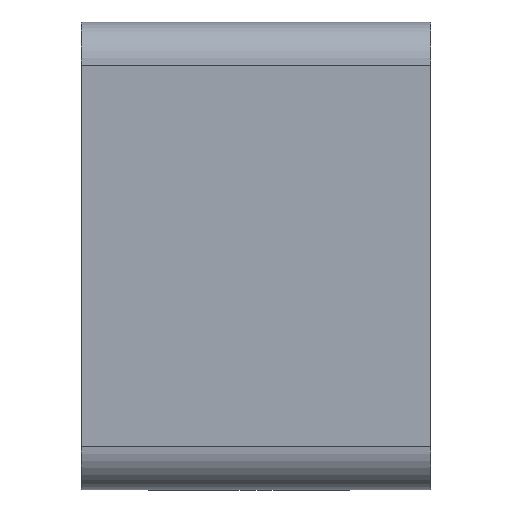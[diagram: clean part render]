
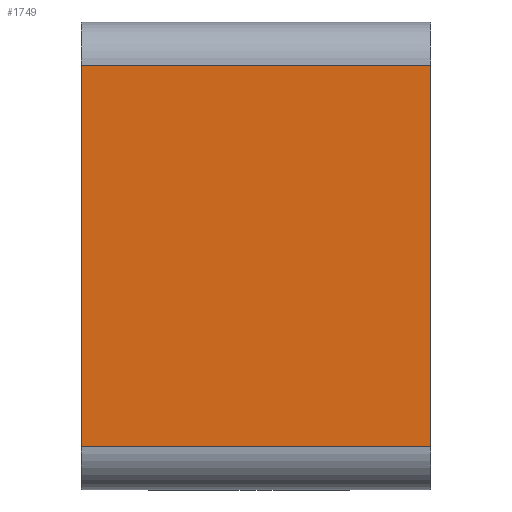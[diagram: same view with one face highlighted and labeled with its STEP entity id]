
A CAD part, left-side view. The second image highlights one B-rep face of the part: STEP entity #1749.
In plain terms, the highlighted planar face has unit normal (-1, 0, 0).
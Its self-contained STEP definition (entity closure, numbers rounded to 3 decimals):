
#1 = EDGE_CURVE ( 'NONE', #1838, #1970, #734, .T. ) ;
#106 = FACE_OUTER_BOUND ( 'NONE', #691, .T. ) ;
#197 = EDGE_CURVE ( 'NONE', #1784, #1838, #793, .T. ) ;
#205 = EDGE_CURVE ( 'NONE', #1927, #1970, #809, .T. ) ;
#218 = ORIENTED_EDGE ( 'NONE', *, *, #1, .T. ) ;
#219 = ORIENTED_EDGE ( 'NONE', *, *, #205, .F. ) ;
#220 = ORIENTED_EDGE ( 'NONE', *, *, #677, .T. ) ;
#404 = ORIENTED_EDGE ( 'NONE', *, *, #197, .T. ) ;
#677 = EDGE_CURVE ( 'NONE', #1927, #1784, #1619, .T. ) ;
#691 = EDGE_LOOP ( 'NONE', ( #218, #219, #220, #404 ) ) ;
#734 = LINE ( 'NONE', #1998, #735 ) ;
#735 = VECTOR ( 'NONE', #2012, 1000. ) ;
#793 = LINE ( 'NONE', #1875, #800 ) ;
#800 = VECTOR ( 'NONE', #1874, 1000. ) ;
#809 = LINE ( 'NONE', #1806, #815 ) ;
#815 = VECTOR ( 'NONE', #1811, 1000. ) ;
#858 = CARTESIAN_POINT ( 'NONE',  ( -10.1, 0., 6.6 ) ) ;
#859 = DIRECTION ( 'NONE',  ( 0., 1., 0. ) ) ;
#1017 = CARTESIAN_POINT ( 'NONE',  ( -10.1, 0., 8.1 ) ) ;
#1019 = PLANE ( 'NONE',  #1405 ) ;
#1022 = DIRECTION ( 'NONE',  ( 1., 0., 0. ) ) ;
#1023 = DIRECTION ( 'NONE',  ( 0., 0., -1. ) ) ;
#1082 = CARTESIAN_POINT ( 'NONE',  ( -10.1, 6.05, 6.6 ) ) ;
#1095 = CARTESIAN_POINT ( 'NONE',  ( -10.1, 6.05, -6.6 ) ) ;
#1122 = CARTESIAN_POINT ( 'NONE',  ( -10.1, -6.05, 6.6 ) ) ;
#1135 = CARTESIAN_POINT ( 'NONE',  ( -10.1, -6.05, -6.6 ) ) ;
#1405 = AXIS2_PLACEMENT_3D ( 'NONE', #1017, #1022, #1023 ) ;
#1619 = LINE ( 'NONE', #858, #1620 ) ;
#1620 = VECTOR ( 'NONE', #859, 1000. ) ;
#1749 = ADVANCED_FACE ( 'NONE', ( #106 ), #1019, .F. ) ;
#1784 = VERTEX_POINT ( 'NONE', #1082 ) ;
#1806 = CARTESIAN_POINT ( 'NONE',  ( -10.1, -6.05, 8.1 ) ) ;
#1811 = DIRECTION ( 'NONE',  ( 0., 0., -1. ) ) ;
#1838 = VERTEX_POINT ( 'NONE', #1095 ) ;
#1874 = DIRECTION ( 'NONE',  ( 0., 0., -1. ) ) ;
#1875 = CARTESIAN_POINT ( 'NONE',  ( -10.1, 6.05, 8.1 ) ) ;
#1927 = VERTEX_POINT ( 'NONE', #1122 ) ;
#1970 = VERTEX_POINT ( 'NONE', #1135 ) ;
#1998 = CARTESIAN_POINT ( 'NONE',  ( -10.1, 0., -6.6 ) ) ;
#2012 = DIRECTION ( 'NONE',  ( 0., -1., 0. ) ) ;
